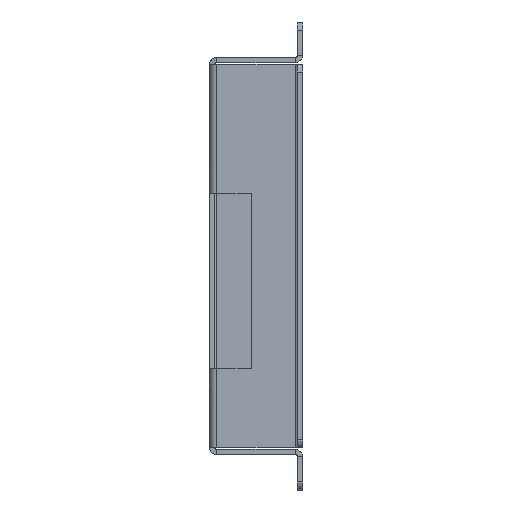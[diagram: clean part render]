
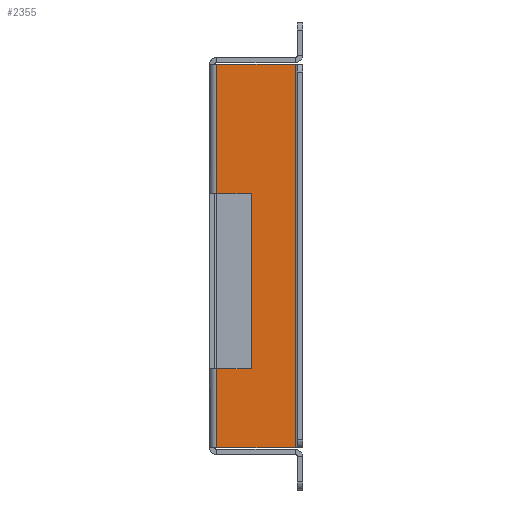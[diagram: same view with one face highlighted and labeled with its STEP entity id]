
A CAD part, left-side view. The second image highlights one B-rep face of the part: STEP entity #2355.
In plain terms, the highlighted planar face has unit normal (-1, 0, 0).
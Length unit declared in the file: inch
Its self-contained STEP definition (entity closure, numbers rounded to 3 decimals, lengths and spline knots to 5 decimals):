
#93 = CARTESIAN_POINT ( 'NONE',  ( -6.68271, -0.031, 2.79475 ) ) ;
#158 = VERTEX_POINT ( 'NONE', #215 ) ;
#183 = VERTEX_POINT ( 'NONE', #2024 ) ;
#210 = VECTOR ( 'NONE', #1887, 39.37008 ) ;
#215 = CARTESIAN_POINT ( 'NONE',  ( -6.68271, -0.5453, -1.67513 ) ) ;
#304 = CARTESIAN_POINT ( 'NONE',  ( -6.68271, -0.031, -1.67513 ) ) ;
#402 = EDGE_LOOP ( 'NONE', ( #1316, #3305, #2008, #2903, #3584, #3540, #2075, #1094 ) ) ;
#432 = DIRECTION ( 'NONE',  ( 0., -1., 0. ) ) ;
#435 = VECTOR ( 'NONE', #432, 39.37008 ) ;
#439 = VERTEX_POINT ( 'NONE', #1212 ) ;
#552 = DIRECTION ( 'NONE',  ( 0., 1., 0. ) ) ;
#736 = VECTOR ( 'NONE', #3315, 39.37008 ) ;
#790 = VECTOR ( 'NONE', #1471, 39.37008 ) ;
#808 = VECTOR ( 'NONE', #1301, 39.37008 ) ;
#897 = LINE ( 'NONE', #2685, #1787 ) ;
#919 = EDGE_CURVE ( 'NONE', #2094, #1000, #2547, .T. ) ;
#924 = VERTEX_POINT ( 'NONE', #304 ) ;
#944 = CARTESIAN_POINT ( 'NONE',  ( -6.68271, 0., 0.9233 ) ) ;
#970 = VECTOR ( 'NONE', #3645, 39.37008 ) ;
#993 = CARTESIAN_POINT ( 'NONE',  ( -6.68271, 0., -1.67513 ) ) ;
#1000 = VERTEX_POINT ( 'NONE', #3338 ) ;
#1019 = CARTESIAN_POINT ( 'NONE',  ( -6.68271, -0.5453, 0.9233 ) ) ;
#1094 = ORIENTED_EDGE ( 'NONE', *, *, #3031, .F. ) ;
#1212 = CARTESIAN_POINT ( 'NONE',  ( -6.68271, -0.031, -2.84776 ) ) ;
#1253 = LINE ( 'NONE', #1358, #435 ) ;
#1267 = DIRECTION ( 'NONE',  ( 0., 1., 0. ) ) ;
#1301 = DIRECTION ( 'NONE',  ( 0., -1., 0. ) ) ;
#1316 = ORIENTED_EDGE ( 'NONE', *, *, #2354, .F. ) ;
#1358 = CARTESIAN_POINT ( 'NONE',  ( -6.68271, 0., -2.84776 ) ) ;
#1392 = EDGE_CURVE ( 'NONE', #439, #2983, #1253, .T. ) ;
#1426 = LINE ( 'NONE', #993, #808 ) ;
#1465 = EDGE_CURVE ( 'NONE', #1000, #3346, #3178, .T. ) ;
#1471 = DIRECTION ( 'NONE',  ( 0., 0., -1. ) ) ;
#1568 = DIRECTION ( 'NONE',  ( 1., 0., 0. ) ) ;
#1665 = EDGE_CURVE ( 'NONE', #183, #3346, #897, .T. ) ;
#1666 = EDGE_CURVE ( 'NONE', #183, #2983, #2504, .T. ) ;
#1787 = VECTOR ( 'NONE', #552, 39.37008 ) ;
#1825 = LINE ( 'NONE', #2171, #210 ) ;
#1887 = DIRECTION ( 'NONE',  ( 0., 0., 1. ) ) ;
#1907 = FACE_OUTER_BOUND ( 'NONE', #402, .T. ) ;
#2008 = ORIENTED_EDGE ( 'NONE', *, *, #1392, .T. ) ;
#2024 = CARTESIAN_POINT ( 'NONE',  ( -6.68271, -1.19956, 2.84804 ) ) ;
#2075 = ORIENTED_EDGE ( 'NONE', *, *, #919, .F. ) ;
#2094 = VERTEX_POINT ( 'NONE', #1019 ) ;
#2171 = CARTESIAN_POINT ( 'NONE',  ( -6.68271, -0.031, 2.79475 ) ) ;
#2174 = CARTESIAN_POINT ( 'NONE',  ( -6.68271, 0., 0. ) ) ;
#2261 = VECTOR ( 'NONE', #3013, 39.37008 ) ;
#2327 = CARTESIAN_POINT ( 'NONE',  ( -6.68271, -0.031, 2.84804 ) ) ;
#2354 = EDGE_CURVE ( 'NONE', #924, #158, #1426, .T. ) ;
#2355 = ADVANCED_FACE ( 'NONE', ( #1907 ), #2485, .F. ) ;
#2381 = CARTESIAN_POINT ( 'NONE',  ( -6.68271, -1.19956, -2.84776 ) ) ;
#2485 = PLANE ( 'NONE',  #3654 ) ;
#2504 = LINE ( 'NONE', #2978, #790 ) ;
#2547 = LINE ( 'NONE', #944, #2261 ) ;
#2685 = CARTESIAN_POINT ( 'NONE',  ( -6.68271, 0., 2.84804 ) ) ;
#2903 = ORIENTED_EDGE ( 'NONE', *, *, #1666, .F. ) ;
#2978 = CARTESIAN_POINT ( 'NONE',  ( -6.68271, -1.19956, 2.84804 ) ) ;
#2983 = VERTEX_POINT ( 'NONE', #2381 ) ;
#3013 = DIRECTION ( 'NONE',  ( 0., 1., 0. ) ) ;
#3019 = CARTESIAN_POINT ( 'NONE',  ( -6.68271, -0.5453, 0. ) ) ;
#3031 = EDGE_CURVE ( 'NONE', #158, #2094, #3056, .T. ) ;
#3056 = LINE ( 'NONE', #3019, #736 ) ;
#3178 = LINE ( 'NONE', #93, #970 ) ;
#3232 = EDGE_CURVE ( 'NONE', #439, #924, #1825, .T. ) ;
#3305 = ORIENTED_EDGE ( 'NONE', *, *, #3232, .F. ) ;
#3315 = DIRECTION ( 'NONE',  ( 0., 0., 1. ) ) ;
#3338 = CARTESIAN_POINT ( 'NONE',  ( -6.68271, -0.031, 0.9233 ) ) ;
#3346 = VERTEX_POINT ( 'NONE', #2327 ) ;
#3540 = ORIENTED_EDGE ( 'NONE', *, *, #1465, .F. ) ;
#3584 = ORIENTED_EDGE ( 'NONE', *, *, #1665, .T. ) ;
#3645 = DIRECTION ( 'NONE',  ( 0., 0., 1. ) ) ;
#3654 = AXIS2_PLACEMENT_3D ( 'NONE', #2174, #1568, #1267 ) ;
